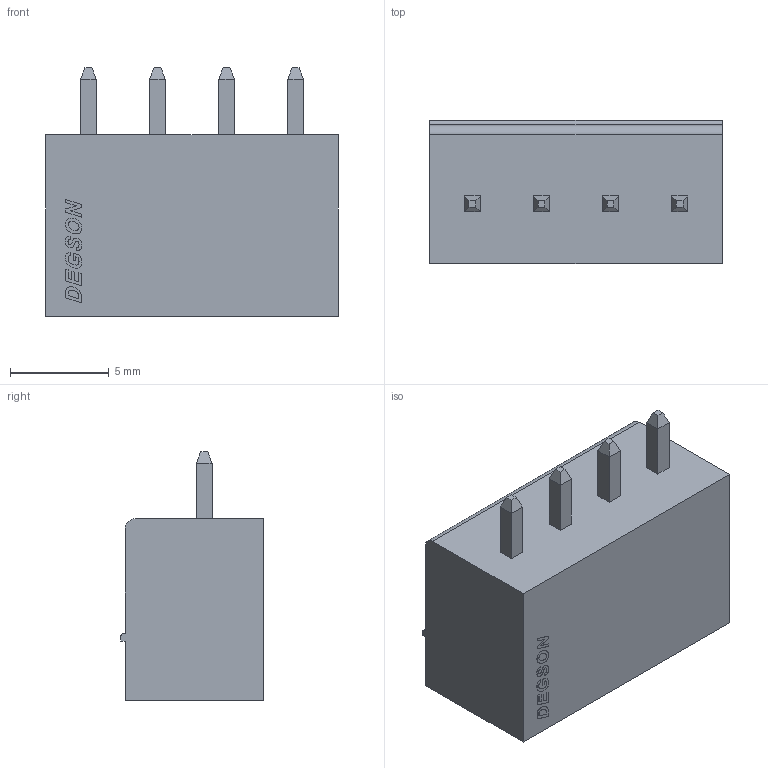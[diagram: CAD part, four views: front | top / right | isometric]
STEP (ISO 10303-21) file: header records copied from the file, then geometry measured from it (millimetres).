
FILE_DESCRIPTION(('STEP AP214'),'1');
FILE_NAME('15edgvc-3_5-04p-10030000681.stp','2022-11-08T08:22:09',('TraceParts'),('TraceParts S.A.'),'Spatial InterOp 3D',' ',' ');
FILE_SCHEMA(('AUTOMOTIVE_DESIGN { 1 0 10303 214 1 1 1 1 }'));
Length unit declared in the file: millimetre
Products named in the file (1): 15edgvc-3_5-04p-10030000681
Bounding box: 14.8 x 7.24 x 12.6 mm (x, y, z)
Volume: 526.1 mm3; surface area: 1271.3 mm2
Topology: 1 solids, 1 shells, 487 faces, 1343 edges, 882 vertices
Faces by surface type: plane 464, cone 17, cylinder 6
Entity records: 15187 total; most frequent: CARTESIAN_POINT 2746, ORIENTED_EDGE 2686, DIRECTION 2351, EDGE_CURVE 1343, LINE 1291, VECTOR 1291, VERTEX_POINT 882, AXIS2_PLACEMENT_3D 530
